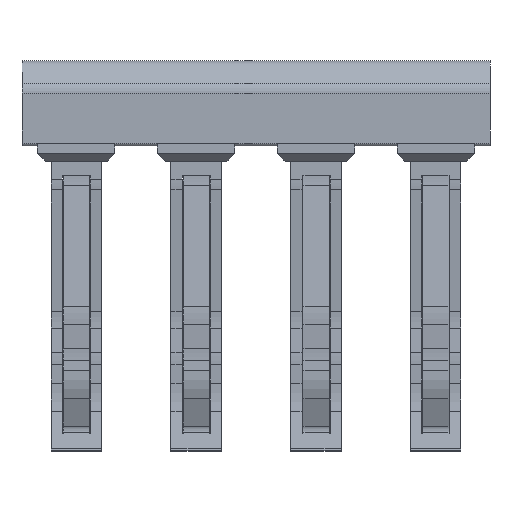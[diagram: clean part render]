
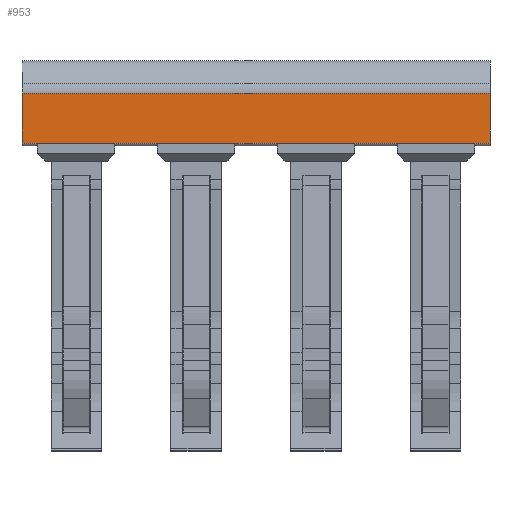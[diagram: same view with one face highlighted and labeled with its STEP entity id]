
A CAD part, front view. The second image highlights one B-rep face of the part: STEP entity #953.
In plain terms, the highlighted planar face has unit normal (0, -1, 0).
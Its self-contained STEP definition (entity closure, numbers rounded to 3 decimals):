
#953=ADVANCED_FACE('',(#1925),#1926,.T.);
#1925=FACE_OUTER_BOUND('',#2909,.T.);
#1926=PLANE('',#2910);
#2909=EDGE_LOOP('',(#5985,#5986,#5987,#5988));
#2910=AXIS2_PLACEMENT_3D('',#5989,#5990,#5991);
#5985=ORIENTED_EDGE('',*,*,#7427,.T.);
#5986=ORIENTED_EDGE('',*,*,#7428,.F.);
#5987=ORIENTED_EDGE('',*,*,#7429,.T.);
#5988=ORIENTED_EDGE('',*,*,#7336,.T.);
#5989=CARTESIAN_POINT('',(0.0,0.015,17.228));
#5990=DIRECTION('',(0.0,-1.0,0.0));
#5991=DIRECTION('',(0.0,0.0,-1.0));
#7336=EDGE_CURVE('',#9189,#9187,#9190,.T.);
#7427=EDGE_CURVE('',#9187,#9320,#9321,.T.);
#7428=EDGE_CURVE('',#9322,#9320,#9323,.T.);
#7429=EDGE_CURVE('',#9322,#9189,#9324,.T.);
#9187=VERTEX_POINT('',#11749);
#9189=VERTEX_POINT('',#11751);
#9190=LINE('',#11752,#11753);
#9320=VERTEX_POINT('',#11936);
#9321=LINE('',#11937,#11938);
#9322=VERTEX_POINT('',#11939);
#9323=LINE('',#11940,#11941);
#9324=LINE('',#11942,#11943);
#11749=CARTESIAN_POINT('',(24.2,0.015,15.936));
#11751=CARTESIAN_POINT('',(0.0,0.015,15.936));
#11752=CARTESIAN_POINT('',(0.0,0.015,15.936));
#11753=VECTOR('',#13364,1.0);
#11936=CARTESIAN_POINT('',(24.2,0.015,18.52));
#11937=CARTESIAN_POINT('',(24.2,0.015,18.52));
#11938=VECTOR('',#13457,1.0);
#11939=CARTESIAN_POINT('',(0.0,0.015,18.52));
#11940=CARTESIAN_POINT('',(0.0,0.015,18.52));
#11941=VECTOR('',#13458,1.0);
#11942=CARTESIAN_POINT('',(0.0,0.015,18.52));
#11943=VECTOR('',#13459,1.0);
#13364=DIRECTION('',(1.0,0.0,0.0));
#13457=DIRECTION('',(0.0,0.0,1.0));
#13458=DIRECTION('',(1.0,0.0,0.0));
#13459=DIRECTION('',(0.0,0.0,-1.0));
